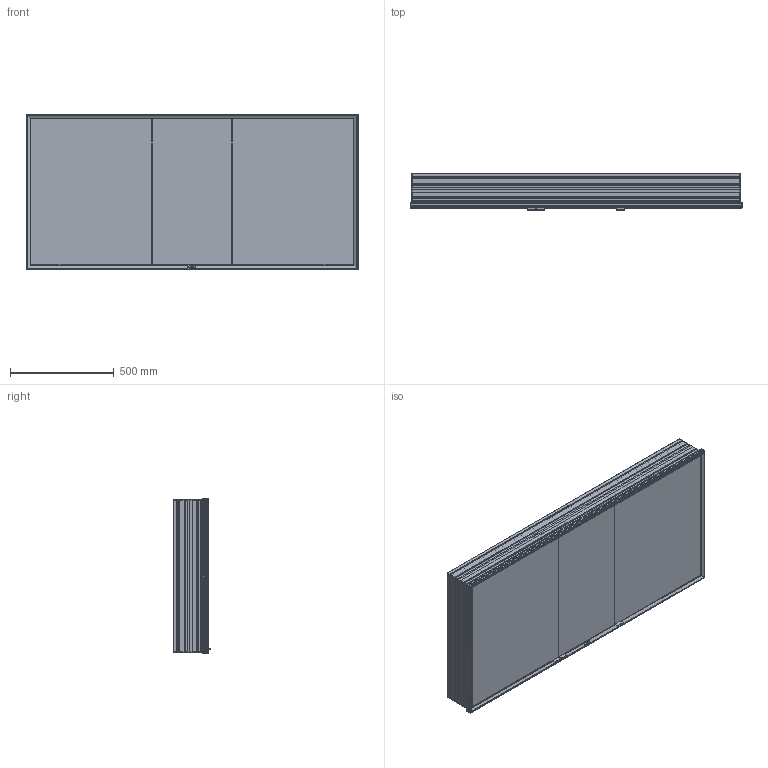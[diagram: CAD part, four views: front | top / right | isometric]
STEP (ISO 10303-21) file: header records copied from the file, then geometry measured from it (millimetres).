
FILE_DESCRIPTION(/* description */ (''),/* implementation_level */ '2;1');
FILE_NAME(/* name */ 'A4581600_AJ069_RFS.stp',/* time_stamp */ '2020-11-10T08:39:51+01:00',/* author */ ('StegeR'),/* organization */ (''),/* preprocessor_version */ 'ST-DEVELOPER v16.1',/* originating_system */ 'Autodesk Inventor 2016',/* authorisation */ '');
FILE_SCHEMA (('AUTOMOTIVE_DESIGN { 1 0 10303 214 3 1 1 }'));
Products named in the file (1): A4581600_AJ069_RFS
Bounding box: 1600 x 180.56 x 750 mm (x, y, z)
Volume: 17307907.7 mm3; surface area: 11594813.1 mm2
Topology: 60 solids, 60 shells, 3534 faces, 9811 edges, 6386 vertices
Faces by surface type: plane 1691, cylinder 1639, torus 118, sphere 40, bspline 38, cone 8
Full cylindrical faces by diameter (mm): 0.517 x1, 2.4 x2, 3.5 x2, 6 x10, 13.1 x3, 38.2 x2, 40.5 x2, 41.7 x2, 41.712 x2
Entity records: 114101 total; most frequent: CARTESIAN_POINT 20725, DIRECTION 20153, ORIENTED_EDGE 19506, EDGE_CURVE 9753, AXIS2_PLACEMENT_3D 6957, VERTEX_POINT 6382, LINE 6239, VECTOR 6239
